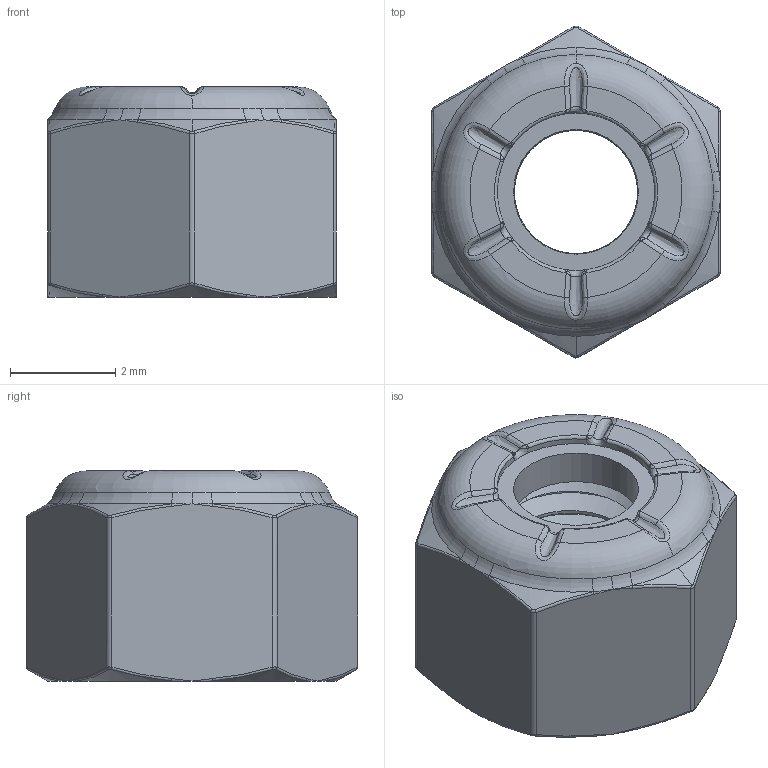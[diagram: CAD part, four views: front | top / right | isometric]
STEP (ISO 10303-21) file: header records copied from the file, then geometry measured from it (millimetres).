
FILE_DESCRIPTION(/* description */ (''),/* implementation_level */ '2;1');
FILE_NAME(/* name */ 'M3 locknut_v1.step',/* time_stamp */ '2023-01-28T13:13:35-08:00',/* author */ (''),/* organization */ (''),/* preprocessor_version */ 'ST-DEVELOPER v19.2',/* originating_system */ 'Autodesk Translation Framework v11.17.0.187',/* authorisation */ '');
FILE_SCHEMA (('AUTOMOTIVE_DESIGN { 1 0 10303 214 3 1 1 }'));
Length unit declared in the file: millimetre
Products named in the file (2): M3 locknut; 93625A100_18-8 Stainless Steel Nylon-Insert Locknut
Assembly tree (1 placements, depth 2):
  M3 locknut
    93625A100_18-8 Stainless Steel Nylon-Insert Locknut
Bounding box: 5.5 x 6.32 x 4 mm (x, y, z)
Volume: 77.6 mm3; surface area: 172.6 mm2
Topology: 2 solids, 2 shells, 204 faces, 510 edges, 273 vertices
Faces by surface type: bspline 117, torus 27, cylinder 24, cone 21, plane 15
Full cylindrical faces by diameter (mm): 2.375 x1
Entity records: 9242 total; most frequent: CARTESIAN_POINT 5399, ORIENTED_EDGE 948, DIRECTION 606, EDGE_CURVE 474, AXIS2_PLACEMENT_3D 284, VERTEX_POINT 273, B_SPLINE_CURVE_WITH_KNOTS 214, EDGE_LOOP 207
